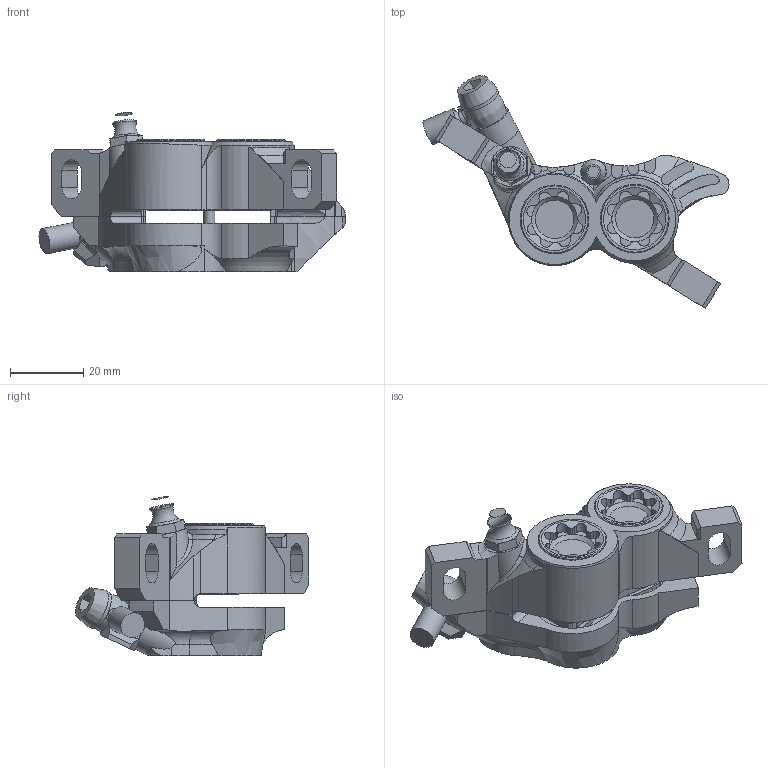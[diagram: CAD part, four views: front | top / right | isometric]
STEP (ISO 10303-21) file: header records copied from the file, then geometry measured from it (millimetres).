
FILE_DESCRIPTION(/* description */ (''),/* implementation_level */ '2;1');
FILE_NAME(/* name */ 'Hope Tech V4 Caliper.step',/* time_stamp */ '2020-05-18T15:39:47+03:00',/* author */ (''),/* organization */ (''),/* preprocessor_version */ 'ST-DEVELOPER v18.1',/* originating_system */ 'Autodesk Translation Framework v9.3.0.1241',/* authorisation */ '');
FILE_SCHEMA (('AUTOMOTIVE_DESIGN { 1 0 10303 214 3 1 1 }'));
Length unit declared in the file: millimetre
Products named in the file (1): Hope Tech V4 Caliper for Export
Bounding box: 83.6 x 63.68 x 43.48 mm (x, y, z)
Volume: 40704.8 mm3; surface area: 27362.9 mm2
Topology: 14 solids, 15 shells, 776 faces, 2313 edges, 1600 vertices
Faces by surface type: plane 397, cylinder 260, bspline 52, cone 33, torus 32, sphere 2
Full cylindrical faces by diameter (mm): 3 x3, 3.3 x2, 4 x3, 5 x1, 6 x1, 6.806 x1, 7 x1, 8 x2, 11 x1, 15.5 x4, 17.32 x2, 17.5 x4, 18.6 x2, 18.8 x2
Entity records: 32243 total; most frequent: CARTESIAN_POINT 11791, ORIENTED_EDGE 4624, DIRECTION 3920, EDGE_CURVE 2312, VERTEX_POINT 1600, AXIS2_PLACEMENT_3D 1455, LINE 1010, VECTOR 1010
